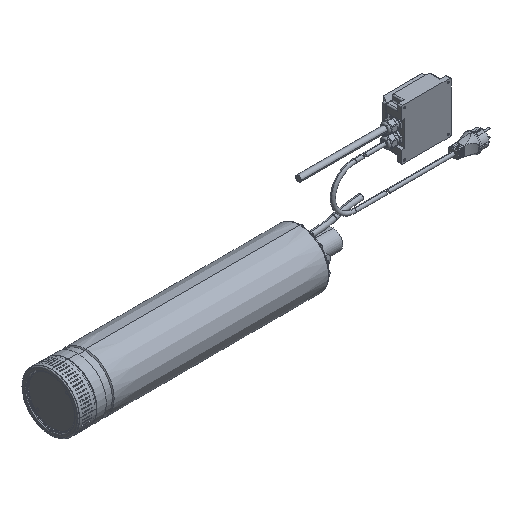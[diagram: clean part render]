
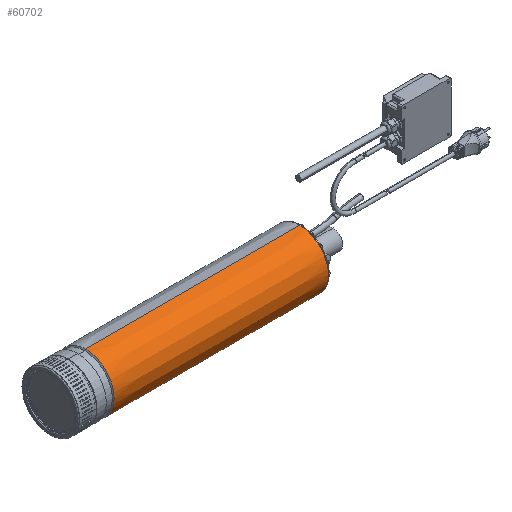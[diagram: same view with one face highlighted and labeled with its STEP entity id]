
A CAD part, isometric view. The second image highlights one B-rep face of the part: STEP entity #60702.
In plain terms, the highlighted conical face has half-angle 0 degrees and reference radius 66.499 mm.
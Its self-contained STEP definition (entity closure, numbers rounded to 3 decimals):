
#2493 = CARTESIAN_POINT ( 'NONE',  ( -157.377, 0., 66.5 ) ) ;
#3115 = VERTEX_POINT ( 'NONE', #5398 ) ;
#5398 = CARTESIAN_POINT ( 'NONE',  ( 341.533, 0., -66.499 ) ) ;
#7346 = DIRECTION ( 'NONE',  ( 0., 0., 1. ) ) ;
#7997 = CIRCLE ( 'NONE', #28023, 66.499 ) ;
#9153 = EDGE_CURVE ( 'NONE', #28281, #13304, #9417, .T. ) ;
#9417 = CIRCLE ( 'NONE', #57050, 66.5 ) ;
#10505 = CARTESIAN_POINT ( 'NONE',  ( 341.533, 0., 66.499 ) ) ;
#11557 = DIRECTION ( 'NONE',  ( 0., 0., 1. ) ) ;
#11973 = EDGE_CURVE ( 'NONE', #3115, #28281, #17520, .T. ) ;
#13304 = VERTEX_POINT ( 'NONE', #2493 ) ;
#14431 = CARTESIAN_POINT ( 'NONE',  ( 341.533, 0., 0. ) ) ;
#15361 = DIRECTION ( 'NONE',  ( -1., 0., 0. ) ) ;
#16122 = LINE ( 'NONE', #44776, #42709 ) ;
#17520 = LINE ( 'NONE', #52431, #45043 ) ;
#24997 = DIRECTION ( 'NONE',  ( -1., 0., 0. ) ) ;
#27045 = ORIENTED_EDGE ( 'NONE', *, *, #62533, .T. ) ;
#28023 = AXIS2_PLACEMENT_3D ( 'NONE', #42653, #24997, #7346 ) ;
#28281 = VERTEX_POINT ( 'NONE', #64775 ) ;
#34720 = CARTESIAN_POINT ( 'NONE',  ( -157.377, 0., 0. ) ) ;
#41088 = ORIENTED_EDGE ( 'NONE', *, *, #11973, .F. ) ;
#42333 = EDGE_CURVE ( 'NONE', #3115, #75921, #7997, .T. ) ;
#42653 = CARTESIAN_POINT ( 'NONE',  ( 341.533, 0., 0. ) ) ;
#42709 = VECTOR ( 'NONE', #15361, 1000. ) ;
#44776 = CARTESIAN_POINT ( 'NONE',  ( 341.533, 0., 66.499 ) ) ;
#45043 = VECTOR ( 'NONE', #59855, 1000. ) ;
#45063 = AXIS2_PLACEMENT_3D ( 'NONE', #14431, #57502, #68526 ) ;
#52431 = CARTESIAN_POINT ( 'NONE',  ( 341.533, 0., -66.499 ) ) ;
#53349 = ORIENTED_EDGE ( 'NONE', *, *, #42333, .T. ) ;
#57050 = AXIS2_PLACEMENT_3D ( 'NONE', #34720, #65672, #11557 ) ;
#57502 = DIRECTION ( 'NONE',  ( -1., 0., 0. ) ) ;
#59855 = DIRECTION ( 'NONE',  ( -1., 0., 0. ) ) ;
#60702 = ADVANCED_FACE ( 'NONE', ( #62620 ), #75088, .T. ) ;
#60881 = EDGE_LOOP ( 'NONE', ( #41088, #53349, #27045, #61450 ) ) ;
#61450 = ORIENTED_EDGE ( 'NONE', *, *, #9153, .F. ) ;
#62533 = EDGE_CURVE ( 'NONE', #75921, #13304, #16122, .T. ) ;
#62620 = FACE_OUTER_BOUND ( 'NONE', #60881, .T. ) ;
#64775 = CARTESIAN_POINT ( 'NONE',  ( -157.377, 0., -66.5 ) ) ;
#65672 = DIRECTION ( 'NONE',  ( -1., 0., 0. ) ) ;
#68526 = DIRECTION ( 'NONE',  ( 0., 0., 1. ) ) ;
#75088 = CONICAL_SURFACE ( 'NONE', #45063, 66.499, 0. ) ;
#75921 = VERTEX_POINT ( 'NONE', #10505 ) ;
